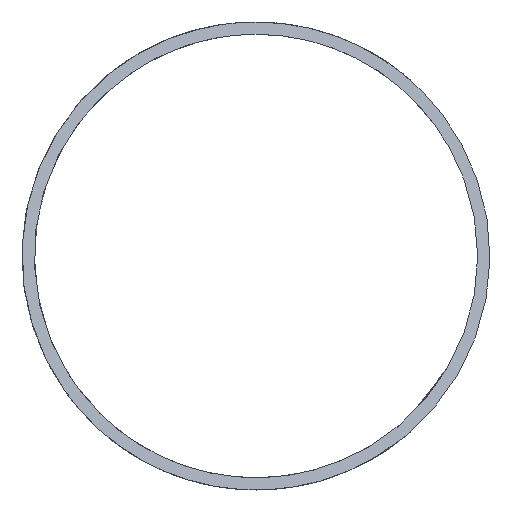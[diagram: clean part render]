
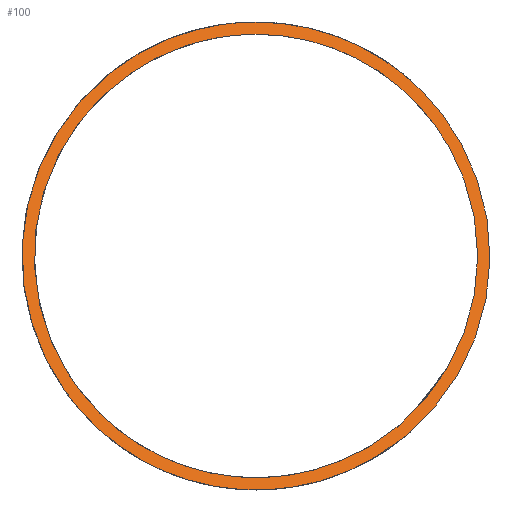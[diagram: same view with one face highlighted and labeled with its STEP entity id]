
A CAD part, front view. The second image highlights one B-rep face of the part: STEP entity #100.
In plain terms, the highlighted planar face has unit normal (0, -0.707, 0.707).
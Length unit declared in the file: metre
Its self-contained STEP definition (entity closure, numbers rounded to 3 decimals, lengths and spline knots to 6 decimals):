
#20=PLANE('',#123);
#34=ORIENTED_EDGE('',*,*,#47,.T.);
#35=ORIENTED_EDGE('',*,*,#42,.F.);
#42=EDGE_CURVE('',#50,#50,#58,.T.);
#47=EDGE_CURVE('',#55,#55,#60,.T.);
#50=VERTEX_POINT('',#152);
#55=VERTEX_POINT('',#338);
#58=ELLIPSE('',#118,0.107763,0.0762);
#60=ELLIPSE('',#121,0.102106,0.0722);
#70=EDGE_LOOP('',(#34));
#71=EDGE_LOOP('',(#35));
#86=FACE_BOUND('',#70,.T.);
#87=FACE_BOUND('',#71,.T.);
#100=ADVANCED_FACE('',(#86,#87),#20,.F.);
#118=AXIS2_PLACEMENT_3D('',#151,#131,#132);
#121=AXIS2_PLACEMENT_3D('',#337,#137,#138);
#123=AXIS2_PLACEMENT_3D('',#402,#141,#142);
#131=DIRECTION('',(0.,0.707,-0.707));
#132=DIRECTION('',(0.,0.707,0.707));
#137=DIRECTION('',(0.,0.707,-0.707));
#138=DIRECTION('',(0.,0.707,0.707));
#141=DIRECTION('',(0.,0.707,-0.707));
#142=DIRECTION('',(0.,0.707,0.707));
#151=CARTESIAN_POINT('',(0.,-0.6738,0.));
#152=CARTESIAN_POINT('',(0.,-0.5976,0.0762));
#337=CARTESIAN_POINT('',(0.,-0.6738,0.));
#338=CARTESIAN_POINT('',(0.,-0.6016,0.0722));
#402=CARTESIAN_POINT('',(-0.780363,-0.6738,0.));
